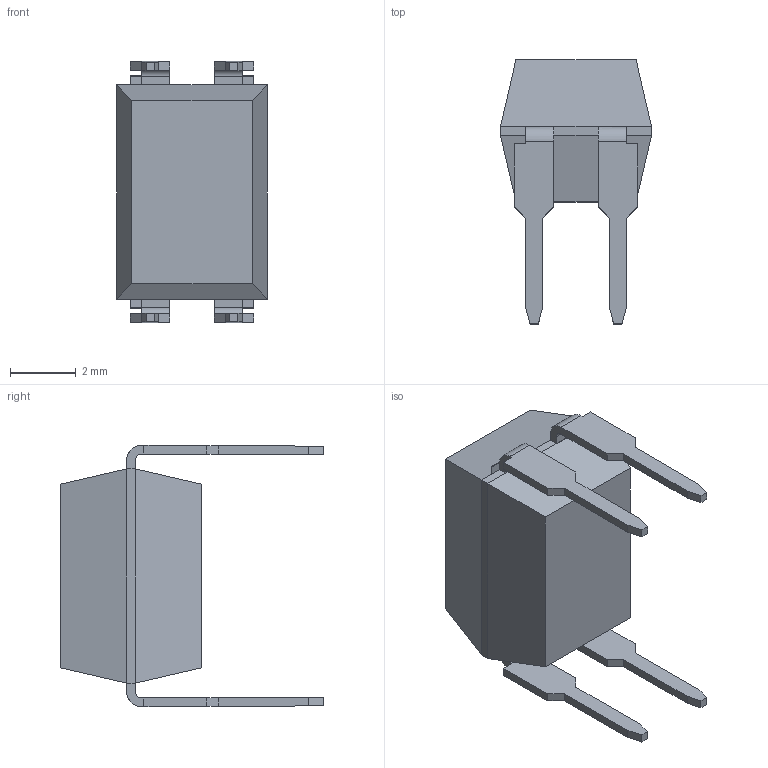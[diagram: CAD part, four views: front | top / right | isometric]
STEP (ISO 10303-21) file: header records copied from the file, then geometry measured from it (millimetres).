
FILE_DESCRIPTION (( 'STEP AP214' ), '1' );
FILE_NAME ('PC817-B.STEP', '2020-07-08T19:05:58', ( '' ), ( '' ), 'SwSTEP 2.0', 'SolidWorks 2017', '' );
FILE_SCHEMA (( 'AUTOMOTIVE_DESIGN' ));
Length unit declared in the file: millimetre
Products named in the file (1): PC817-B
Bounding box: 4.58 x 8 x 7.92 mm (x, y, z)
Volume: 113.3 mm3; surface area: 186.2 mm2
Topology: 6 solids, 6 shells, 109 faces, 276 edges, 180 vertices
Faces by surface type: plane 89, cylinder 20
Entity records: 3317 total; most frequent: CARTESIAN_POINT 566, ORIENTED_EDGE 552, DIRECTION 540, EDGE_CURVE 276, LINE 232, VECTOR 232, VERTEX_POINT 180, AXIS2_PLACEMENT_3D 154
